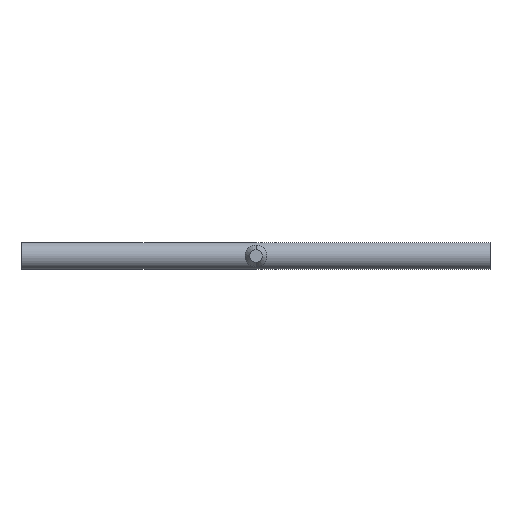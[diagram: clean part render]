
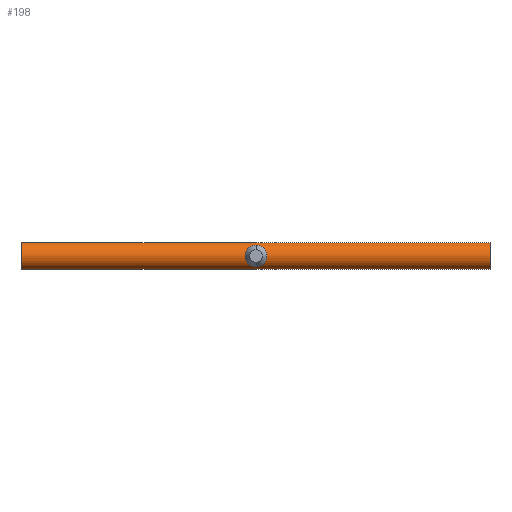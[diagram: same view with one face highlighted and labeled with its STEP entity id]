
A CAD part, front view. The second image highlights one B-rep face of the part: STEP entity #198.
In plain terms, the highlighted cylindrical face has radius 8.6 mm (diameter 17.2 mm), a partial arc.
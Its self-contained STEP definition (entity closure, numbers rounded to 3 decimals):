
#14 = VECTOR ( 'NONE', #335, 1000. ) ;
#24 = CARTESIAN_POINT ( 'NONE',  ( 150., 8., -8.6 ) ) ;
#35 = LINE ( 'NONE', #296, #14 ) ;
#48 = CIRCLE ( 'NONE', #325, 8.6 ) ;
#55 = DIRECTION ( 'NONE',  ( -1., 0., 0. ) ) ;
#56 = DIRECTION ( 'NONE',  ( 0., 0., -1. ) ) ;
#60 = DIRECTION ( 'NONE',  ( 0., 0., -1. ) ) ;
#63 = ORIENTED_EDGE ( 'NONE', *, *, #126, .F. ) ;
#72 = EDGE_CURVE ( 'NONE', #75, #245, #48, .T. ) ;
#75 = VERTEX_POINT ( 'NONE', #124 ) ;
#82 = ORIENTED_EDGE ( 'NONE', *, *, #72, .T. ) ;
#92 = CARTESIAN_POINT ( 'NONE',  ( 150., 8., 0. ) ) ;
#98 = CARTESIAN_POINT ( 'NONE',  ( -150., 8., 0. ) ) ;
#110 = VECTOR ( 'NONE', #55, 1000. ) ;
#112 = AXIS2_PLACEMENT_3D ( 'NONE', #271, #331, #247 ) ;
#124 = CARTESIAN_POINT ( 'NONE',  ( -150., 8., 8.6 ) ) ;
#126 = EDGE_CURVE ( 'NONE', #328, #245, #35, .T. ) ;
#129 = LINE ( 'NONE', #359, #110 ) ;
#136 = CARTESIAN_POINT ( 'NONE',  ( 150., 8., 8.6 ) ) ;
#137 = EDGE_CURVE ( 'NONE', #314, #328, #326, .T. ) ;
#163 = EDGE_CURVE ( 'NONE', #314, #75, #129, .T. ) ;
#186 = FACE_OUTER_BOUND ( 'NONE', #255, .T. ) ;
#198 = ADVANCED_FACE ( 'NONE', ( #186 ), #236, .T. ) ;
#236 = CYLINDRICAL_SURFACE ( 'NONE', #112, 8.6 ) ;
#245 = VERTEX_POINT ( 'NONE', #330 ) ;
#247 = DIRECTION ( 'NONE',  ( 0., 0., 1. ) ) ;
#255 = EDGE_LOOP ( 'NONE', ( #63, #368, #312, #82 ) ) ;
#271 = CARTESIAN_POINT ( 'NONE',  ( 150., 8., 0. ) ) ;
#273 = DIRECTION ( 'NONE',  ( 1., 0., 0. ) ) ;
#276 = AXIS2_PLACEMENT_3D ( 'NONE', #92, #273, #56 ) ;
#277 = DIRECTION ( 'NONE',  ( 1., 0., 0. ) ) ;
#296 = CARTESIAN_POINT ( 'NONE',  ( 150., 8., -8.6 ) ) ;
#312 = ORIENTED_EDGE ( 'NONE', *, *, #163, .T. ) ;
#314 = VERTEX_POINT ( 'NONE', #136 ) ;
#325 = AXIS2_PLACEMENT_3D ( 'NONE', #98, #277, #60 ) ;
#326 = CIRCLE ( 'NONE', #276, 8.6 ) ;
#328 = VERTEX_POINT ( 'NONE', #24 ) ;
#330 = CARTESIAN_POINT ( 'NONE',  ( -150., 8., -8.6 ) ) ;
#331 = DIRECTION ( 'NONE',  ( -1., 0., 0. ) ) ;
#335 = DIRECTION ( 'NONE',  ( -1., 0., 0. ) ) ;
#359 = CARTESIAN_POINT ( 'NONE',  ( 150., 8., 8.6 ) ) ;
#368 = ORIENTED_EDGE ( 'NONE', *, *, #137, .F. ) ;
